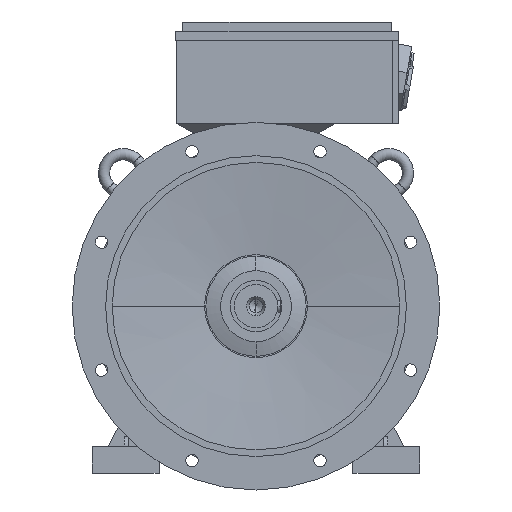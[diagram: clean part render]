
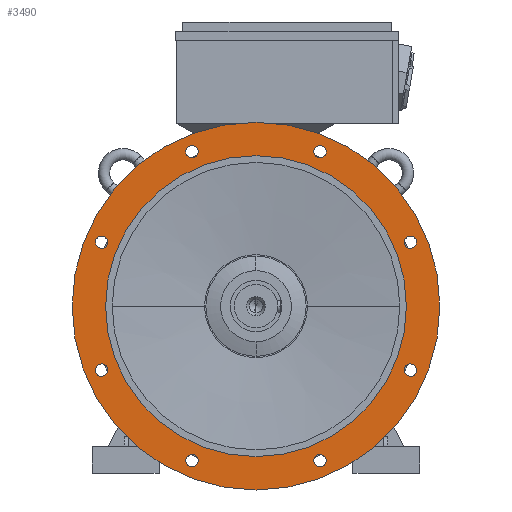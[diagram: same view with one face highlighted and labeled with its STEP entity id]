
A CAD part, left-side view. The second image highlights one B-rep face of the part: STEP entity #3490.
In plain terms, the highlighted planar face has unit normal (-1, 0, 0).
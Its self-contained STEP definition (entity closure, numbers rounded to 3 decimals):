
#3490=ADVANCED_FACE('',(#7048,#7049,#7050,#7051,#7052,#7053,#7054,#7055,#7056,#7057),#7058,.T.);
#7048=FACE_BOUND('',#10617,.T.);
#7049=FACE_BOUND('',#10618,.T.);
#7050=FACE_BOUND('',#10619,.T.);
#7051=FACE_BOUND('',#10620,.T.);
#7052=FACE_BOUND('',#10621,.T.);
#7053=FACE_BOUND('',#10622,.T.);
#7054=FACE_BOUND('',#10623,.T.);
#7055=FACE_BOUND('',#10624,.T.);
#7056=FACE_OUTER_BOUND('',#10625,.T.);
#7057=FACE_BOUND('',#10626,.T.);
#7058=PLANE('',#10627);
#10617=EDGE_LOOP('',(#21673,#21674));
#10618=EDGE_LOOP('',(#21675,#21676));
#10619=EDGE_LOOP('',(#21677,#21678));
#10620=EDGE_LOOP('',(#21679,#21680));
#10621=EDGE_LOOP('',(#21681,#21682));
#10622=EDGE_LOOP('',(#21683,#21684));
#10623=EDGE_LOOP('',(#21685,#21686));
#10624=EDGE_LOOP('',(#21687,#21688));
#10625=EDGE_LOOP('',(#21689,#21690));
#10626=EDGE_LOOP('',(#21691,#21692));
#10627=AXIS2_PLACEMENT_3D('',#21693,#21694,#21695);
#21673=ORIENTED_EDGE('',*,*,#26026,.T.);
#21674=ORIENTED_EDGE('',*,*,#21827,.T.);
#21675=ORIENTED_EDGE('',*,*,#26029,.T.);
#21676=ORIENTED_EDGE('',*,*,#21822,.T.);
#21677=ORIENTED_EDGE('',*,*,#26032,.T.);
#21678=ORIENTED_EDGE('',*,*,#21817,.T.);
#21679=ORIENTED_EDGE('',*,*,#26035,.T.);
#21680=ORIENTED_EDGE('',*,*,#21812,.T.);
#21681=ORIENTED_EDGE('',*,*,#26038,.T.);
#21682=ORIENTED_EDGE('',*,*,#21807,.T.);
#21683=ORIENTED_EDGE('',*,*,#26041,.T.);
#21684=ORIENTED_EDGE('',*,*,#21802,.T.);
#21685=ORIENTED_EDGE('',*,*,#26044,.T.);
#21686=ORIENTED_EDGE('',*,*,#21797,.T.);
#21687=ORIENTED_EDGE('',*,*,#26047,.T.);
#21688=ORIENTED_EDGE('',*,*,#21792,.T.);
#21689=ORIENTED_EDGE('',*,*,#21756,.F.);
#21690=ORIENTED_EDGE('',*,*,#26111,.F.);
#21691=ORIENTED_EDGE('',*,*,#21763,.T.);
#21692=ORIENTED_EDGE('',*,*,#26109,.T.);
#21693=CARTESIAN_POINT('',(-100.0,250.0,0.0));
#21694=DIRECTION('',(-1.0,0.0,0.0));
#21695=DIRECTION('',(0.0,-1.0,0.0));
#21756=EDGE_CURVE('',#26157,#26160,#26161,.T.);
#21763=EDGE_CURVE('',#26167,#26171,#26173,.T.);
#21792=EDGE_CURVE('',#26222,#26219,#26223,.T.);
#21797=EDGE_CURVE('',#26231,#26228,#26232,.T.);
#21802=EDGE_CURVE('',#26240,#26237,#26241,.T.);
#21807=EDGE_CURVE('',#26249,#26246,#26250,.T.);
#21812=EDGE_CURVE('',#26258,#26255,#26259,.T.);
#21817=EDGE_CURVE('',#26267,#26264,#26268,.T.);
#21822=EDGE_CURVE('',#26276,#26273,#26277,.T.);
#21827=EDGE_CURVE('',#26285,#26282,#26286,.T.);
#26026=EDGE_CURVE('',#26282,#26285,#32543,.T.);
#26029=EDGE_CURVE('',#26273,#26276,#32546,.T.);
#26032=EDGE_CURVE('',#26264,#26267,#32549,.T.);
#26035=EDGE_CURVE('',#26255,#26258,#32552,.T.);
#26038=EDGE_CURVE('',#26246,#26249,#32555,.T.);
#26041=EDGE_CURVE('',#26237,#26240,#32558,.T.);
#26044=EDGE_CURVE('',#26228,#26231,#32561,.T.);
#26047=EDGE_CURVE('',#26219,#26222,#32564,.T.);
#26109=EDGE_CURVE('',#26171,#26167,#32630,.T.);
#26111=EDGE_CURVE('',#26160,#26157,#32632,.T.);
#26157=VERTEX_POINT('',#32844);
#26160=VERTEX_POINT('',#32848);
#26161=CIRCLE('',#32849,275.0);
#26167=VERTEX_POINT('',#32856);
#26171=VERTEX_POINT('',#32861);
#26173=CIRCLE('',#32864,225.0);
#26219=VERTEX_POINT('',#32918);
#26222=VERTEX_POINT('',#32922);
#26223=CIRCLE('',#32923,9.25);
#26228=VERTEX_POINT('',#32929);
#26231=VERTEX_POINT('',#32933);
#26232=CIRCLE('',#32934,9.25);
#26237=VERTEX_POINT('',#32940);
#26240=VERTEX_POINT('',#32944);
#26241=CIRCLE('',#32945,9.25);
#26246=VERTEX_POINT('',#32951);
#26249=VERTEX_POINT('',#32955);
#26250=CIRCLE('',#32956,9.25);
#26255=VERTEX_POINT('',#32962);
#26258=VERTEX_POINT('',#32966);
#26259=CIRCLE('',#32967,9.25);
#26264=VERTEX_POINT('',#32973);
#26267=VERTEX_POINT('',#32977);
#26268=CIRCLE('',#32978,9.25);
#26273=VERTEX_POINT('',#32984);
#26276=VERTEX_POINT('',#32988);
#26277=CIRCLE('',#32989,9.25);
#26282=VERTEX_POINT('',#32995);
#26285=VERTEX_POINT('',#32999);
#26286=CIRCLE('',#33000,9.25);
#32543=CIRCLE('',#54687,9.25);
#32546=CIRCLE('',#54690,9.25);
#32549=CIRCLE('',#54693,9.25);
#32552=CIRCLE('',#54696,9.25);
#32555=CIRCLE('',#54699,9.25);
#32558=CIRCLE('',#54702,9.25);
#32561=CIRCLE('',#54705,9.25);
#32564=CIRCLE('',#54708,9.25);
#32630=CIRCLE('',#54796,225.0);
#32632=CIRCLE('',#54798,275.0);
#32844=CARTESIAN_POINT('',(-100.0,275.0,0.0));
#32848=CARTESIAN_POINT('',(-100.0,-275.0,0.));
#32849=AXIS2_PLACEMENT_3D('',#54846,#54847,#54848);
#32856=CARTESIAN_POINT('',(-100.0,225.0,0.0));
#32861=CARTESIAN_POINT('',(-100.0,-225.0,0.));
#32864=AXIS2_PLACEMENT_3D('',#54858,#54859,#54860);
#32918=CARTESIAN_POINT('',(-100.0,-99.211,239.516));
#32922=CARTESIAN_POINT('',(-100.0,-92.131,222.424));
#32923=AXIS2_PLACEMENT_3D('',#54909,#54910,#54911);
#32929=CARTESIAN_POINT('',(-100.0,99.211,239.516));
#32933=CARTESIAN_POINT('',(-100.0,92.131,222.424));
#32934=AXIS2_PLACEMENT_3D('',#54917,#54918,#54919);
#32940=CARTESIAN_POINT('',(-100.0,239.516,99.211));
#32944=CARTESIAN_POINT('',(-100.0,222.424,92.131));
#32945=AXIS2_PLACEMENT_3D('',#54925,#54926,#54927);
#32951=CARTESIAN_POINT('',(-100.0,239.516,-99.211));
#32955=CARTESIAN_POINT('',(-100.0,222.424,-92.131));
#32956=AXIS2_PLACEMENT_3D('',#54933,#54934,#54935);
#32962=CARTESIAN_POINT('',(-100.0,99.211,-239.516));
#32966=CARTESIAN_POINT('',(-100.0,92.131,-222.424));
#32967=AXIS2_PLACEMENT_3D('',#54941,#54942,#54943);
#32973=CARTESIAN_POINT('',(-100.0,-99.211,-239.516));
#32977=CARTESIAN_POINT('',(-100.0,-92.131,-222.424));
#32978=AXIS2_PLACEMENT_3D('',#54949,#54950,#54951);
#32984=CARTESIAN_POINT('',(-100.0,-239.516,-99.211));
#32988=CARTESIAN_POINT('',(-100.0,-222.424,-92.131));
#32989=AXIS2_PLACEMENT_3D('',#54957,#54958,#54959);
#32995=CARTESIAN_POINT('',(-100.0,-239.516,99.211));
#32999=CARTESIAN_POINT('',(-100.0,-222.424,92.131));
#33000=AXIS2_PLACEMENT_3D('',#54965,#54966,#54967);
#54687=AXIS2_PLACEMENT_3D('',#58588,#58589,#58590);
#54690=AXIS2_PLACEMENT_3D('',#58594,#58595,#58596);
#54693=AXIS2_PLACEMENT_3D('',#58600,#58601,#58602);
#54696=AXIS2_PLACEMENT_3D('',#58606,#58607,#58608);
#54699=AXIS2_PLACEMENT_3D('',#58612,#58613,#58614);
#54702=AXIS2_PLACEMENT_3D('',#58618,#58619,#58620);
#54705=AXIS2_PLACEMENT_3D('',#58624,#58625,#58626);
#54708=AXIS2_PLACEMENT_3D('',#58630,#58631,#58632);
#54796=AXIS2_PLACEMENT_3D('',#58679,#58680,#58681);
#54798=AXIS2_PLACEMENT_3D('',#58682,#58683,#58684);
#54846=CARTESIAN_POINT('',(-100.0,0.0,0.0));
#54847=DIRECTION('',(1.0,0.0,0.0));
#54848=DIRECTION('',(0.0,1.0,0.0));
#54858=CARTESIAN_POINT('',(-100.0,0.0,0.0));
#54859=DIRECTION('',(1.0,0.0,0.0));
#54860=DIRECTION('',(0.0,1.0,0.0));
#54909=CARTESIAN_POINT('',(-100.0,-95.671,230.97));
#54910=DIRECTION('',(1.0,0.0,-0.0));
#54911=DIRECTION('',(0.0,-0.383,0.924));
#54917=CARTESIAN_POINT('',(-100.0,95.671,230.97));
#54918=DIRECTION('',(1.0,0.0,-0.0));
#54919=DIRECTION('',(0.0,0.383,0.924));
#54925=CARTESIAN_POINT('',(-100.0,230.97,95.671));
#54926=DIRECTION('',(1.0,0.0,-0.0));
#54927=DIRECTION('',(0.0,0.924,0.383));
#54933=CARTESIAN_POINT('',(-100.0,230.97,-95.671));
#54934=DIRECTION('',(1.0,-0.0,0.0));
#54935=DIRECTION('',(0.0,0.924,-0.383));
#54941=CARTESIAN_POINT('',(-100.0,95.671,-230.97));
#54942=DIRECTION('',(1.0,-0.0,0.0));
#54943=DIRECTION('',(0.0,0.383,-0.924));
#54949=CARTESIAN_POINT('',(-100.0,-95.671,-230.97));
#54950=DIRECTION('',(1.0,0.0,0.0));
#54951=DIRECTION('',(0.0,-0.383,-0.924));
#54957=CARTESIAN_POINT('',(-100.0,-230.97,-95.671));
#54958=DIRECTION('',(1.0,0.0,0.0));
#54959=DIRECTION('',(0.0,-0.924,-0.383));
#54965=CARTESIAN_POINT('',(-100.0,-230.97,95.671));
#54966=DIRECTION('',(1.0,0.0,-0.0));
#54967=DIRECTION('',(0.0,-0.924,0.383));
#58588=CARTESIAN_POINT('',(-100.0,-230.97,95.671));
#58589=DIRECTION('',(1.0,0.0,-0.0));
#58590=DIRECTION('',(0.0,-0.924,0.383));
#58594=CARTESIAN_POINT('',(-100.0,-230.97,-95.671));
#58595=DIRECTION('',(1.0,0.0,0.0));
#58596=DIRECTION('',(0.0,-0.924,-0.383));
#58600=CARTESIAN_POINT('',(-100.0,-95.671,-230.97));
#58601=DIRECTION('',(1.0,0.0,0.0));
#58602=DIRECTION('',(0.0,-0.383,-0.924));
#58606=CARTESIAN_POINT('',(-100.0,95.671,-230.97));
#58607=DIRECTION('',(1.0,-0.0,0.0));
#58608=DIRECTION('',(0.0,0.383,-0.924));
#58612=CARTESIAN_POINT('',(-100.0,230.97,-95.671));
#58613=DIRECTION('',(1.0,-0.0,0.0));
#58614=DIRECTION('',(0.0,0.924,-0.383));
#58618=CARTESIAN_POINT('',(-100.0,230.97,95.671));
#58619=DIRECTION('',(1.0,0.0,-0.0));
#58620=DIRECTION('',(0.0,0.924,0.383));
#58624=CARTESIAN_POINT('',(-100.0,95.671,230.97));
#58625=DIRECTION('',(1.0,0.0,-0.0));
#58626=DIRECTION('',(0.0,0.383,0.924));
#58630=CARTESIAN_POINT('',(-100.0,-95.671,230.97));
#58631=DIRECTION('',(1.0,0.0,-0.0));
#58632=DIRECTION('',(0.0,-0.383,0.924));
#58679=CARTESIAN_POINT('',(-100.0,0.0,0.0));
#58680=DIRECTION('',(1.0,0.0,0.0));
#58681=DIRECTION('',(0.0,1.0,0.0));
#58682=CARTESIAN_POINT('',(-100.0,0.0,0.0));
#58683=DIRECTION('',(1.0,0.0,0.0));
#58684=DIRECTION('',(0.0,1.0,0.0));
